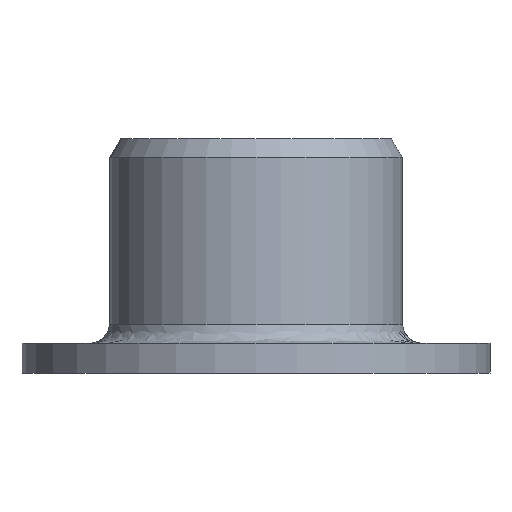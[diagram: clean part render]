
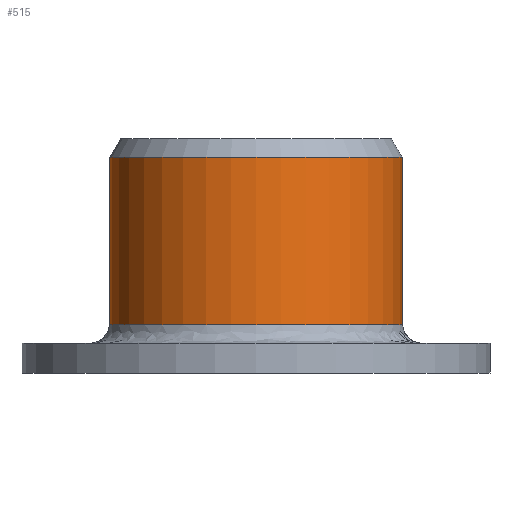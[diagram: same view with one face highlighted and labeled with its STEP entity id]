
A CAD part, front view. The second image highlights one B-rep face of the part: STEP entity #515.
In plain terms, the highlighted cylindrical face has radius 3.969 mm (diameter 7.938 mm), a partial arc.
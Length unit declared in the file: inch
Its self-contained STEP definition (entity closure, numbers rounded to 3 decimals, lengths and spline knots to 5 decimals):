
#33 = VERTEX_POINT ( 'NONE', #261 ) ;
#37 = EDGE_CURVE ( 'NONE', #208, #155, #484, .T. ) ;
#39 = VECTOR ( 'NONE', #130, 39.37008 ) ;
#48 = VERTEX_POINT ( 'NONE', #89 ) ;
#81 = CYLINDRICAL_SURFACE ( 'NONE', #525, 0.15625 ) ;
#89 = CARTESIAN_POINT ( 'NONE',  ( -0.15625, 0., 0.23031 ) ) ;
#94 = CARTESIAN_POINT ( 'NONE',  ( 0., 0., 0.05169 ) ) ;
#96 = LINE ( 'NONE', #258, #246 ) ;
#122 = CARTESIAN_POINT ( 'NONE',  ( -0.15625, 0., 0.05169 ) ) ;
#130 = DIRECTION ( 'NONE',  ( 0., 0., 1. ) ) ;
#131 = AXIS2_PLACEMENT_3D ( 'NONE', #404, #164, #211 ) ;
#133 = DIRECTION ( 'NONE',  ( 1., 0., 0. ) ) ;
#155 = VERTEX_POINT ( 'NONE', #197 ) ;
#164 = DIRECTION ( 'NONE',  ( 0., 0., 1. ) ) ;
#195 = LINE ( 'NONE', #381, #39 ) ;
#197 = CARTESIAN_POINT ( 'NONE',  ( 0.15625, 0., 0.05169 ) ) ;
#208 = VERTEX_POINT ( 'NONE', #122 ) ;
#211 = DIRECTION ( 'NONE',  ( 1., 0., 0. ) ) ;
#224 = CARTESIAN_POINT ( 'NONE',  ( 0., 0., 0.141 ) ) ;
#236 = ORIENTED_EDGE ( 'NONE', *, *, #535, .T. ) ;
#240 = CIRCLE ( 'NONE', #131, 0.15625 ) ;
#246 = VECTOR ( 'NONE', #331, 39.37008 ) ;
#258 = CARTESIAN_POINT ( 'NONE',  ( -0.15625, 0., 0.141 ) ) ;
#261 = CARTESIAN_POINT ( 'NONE',  ( 0.15625, 0., 0.23031 ) ) ;
#266 = DIRECTION ( 'NONE',  ( 0., 0., 1. ) ) ;
#268 = EDGE_LOOP ( 'NONE', ( #354, #364, #236, #422 ) ) ;
#302 = DIRECTION ( 'NONE',  ( 1., 0., 0. ) ) ;
#316 = EDGE_CURVE ( 'NONE', #48, #33, #240, .T. ) ;
#331 = DIRECTION ( 'NONE',  ( 0., 0., 1. ) ) ;
#354 = ORIENTED_EDGE ( 'NONE', *, *, #490, .F. ) ;
#364 = ORIENTED_EDGE ( 'NONE', *, *, #37, .T. ) ;
#381 = CARTESIAN_POINT ( 'NONE',  ( 0.15625, 0., 0.141 ) ) ;
#404 = CARTESIAN_POINT ( 'NONE',  ( 0., 0., 0.23031 ) ) ;
#413 = DIRECTION ( 'NONE',  ( 0., 0., 1. ) ) ;
#422 = ORIENTED_EDGE ( 'NONE', *, *, #316, .F. ) ;
#437 = AXIS2_PLACEMENT_3D ( 'NONE', #94, #266, #302 ) ;
#484 = CIRCLE ( 'NONE', #437, 0.15625 ) ;
#490 = EDGE_CURVE ( 'NONE', #208, #48, #96, .T. ) ;
#515 = ADVANCED_FACE ( 'NONE', ( #529 ), #81, .T. ) ;
#525 = AXIS2_PLACEMENT_3D ( 'NONE', #224, #413, #133 ) ;
#529 = FACE_OUTER_BOUND ( 'NONE', #268, .T. ) ;
#535 = EDGE_CURVE ( 'NONE', #155, #33, #195, .T. ) ;
